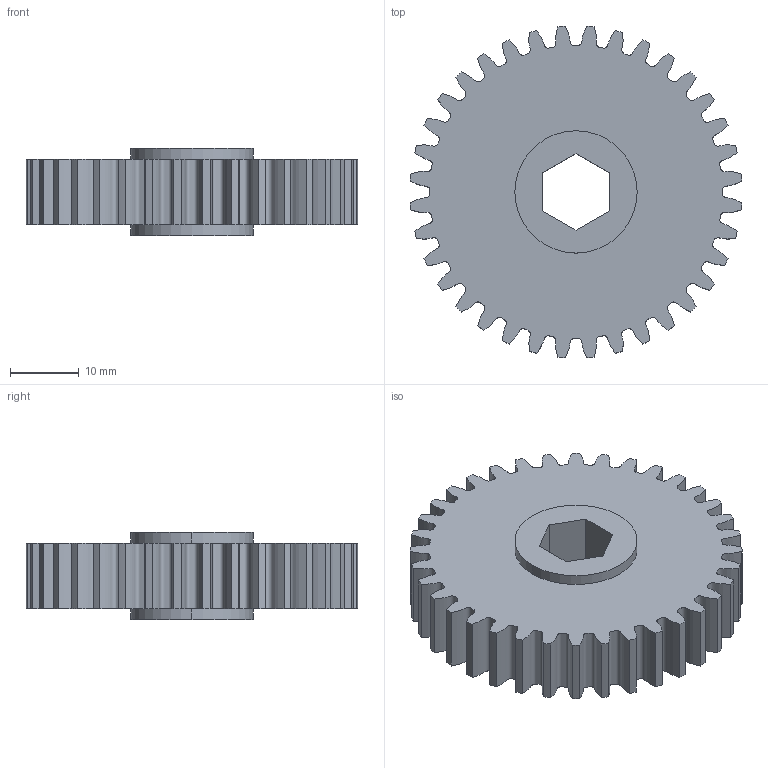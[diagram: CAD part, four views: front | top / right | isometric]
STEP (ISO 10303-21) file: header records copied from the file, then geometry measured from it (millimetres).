
FILE_DESCRIPTION (( 'STEP AP214' ), '1' );
FILE_NAME ('217-3213-STEP.STEP', '2013-12-09T15:59:40', ( '' ), ( '' ), 'SwSTEP 2.0', 'SolidWorks 2013', '' );
FILE_SCHEMA (( 'AUTOMOTIVE_DESIGN' ));
Length unit declared in the file: millimetre
Products named in the file (1): 217-3213-STEP
Bounding box: 48.16 x 48.16 x 12.65 mm (x, y, z)
Volume: 15775.3 mm3; surface area: 6458.2 mm2
Topology: 1 solids, 1 shells, 86 faces, 246 edges, 164 vertices
Faces by surface type: cylinder 40, bspline 36, plane 10
Entity records: 14460 total; most frequent: CARTESIAN_POINT 12341, ORIENTED_EDGE 492, DIRECTION 356, EDGE_CURVE 246, VERTEX_POINT 164, AXIS2_PLACEMENT_3D 131, VECTOR 94, LINE 94
